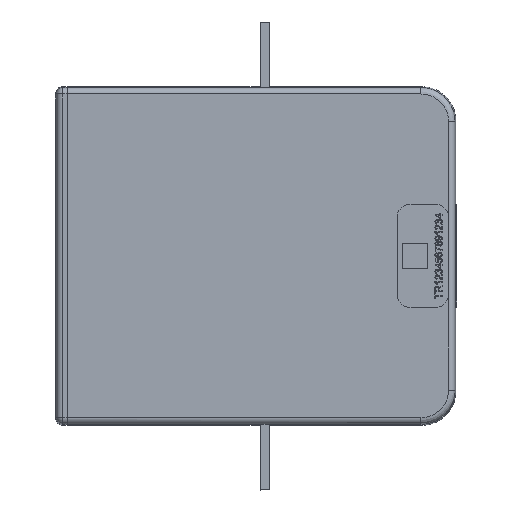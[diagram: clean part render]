
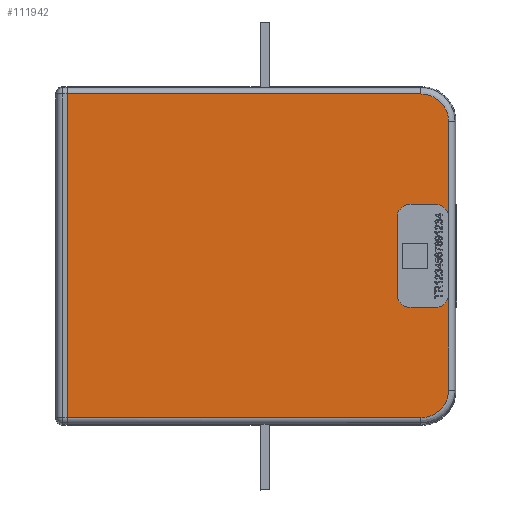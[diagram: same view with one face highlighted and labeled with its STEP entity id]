
A CAD part, top view. The second image highlights one B-rep face of the part: STEP entity #111942.
In plain terms, the highlighted face is planar.
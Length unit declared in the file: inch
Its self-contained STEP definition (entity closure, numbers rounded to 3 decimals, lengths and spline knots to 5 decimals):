
#1635 = VECTOR ( 'NONE', #98373, 39.37008 ) ;
#3396 = LINE ( 'NONE', #86796, #1635 ) ;
#4187 = DIRECTION ( 'NONE',  ( 0., 0., -1. ) ) ;
#4360 = CARTESIAN_POINT ( 'NONE',  ( 0., -1.57396, 1.72723 ) ) ;
#14793 = VERTEX_POINT ( 'NONE', #79003 ) ;
#19453 = DIRECTION ( 'NONE',  ( 0., 0., 1. ) ) ;
#21487 = VERTEX_POINT ( 'NONE', #68034 ) ;
#24476 = ORIENTED_EDGE ( 'NONE', *, *, #79854, .T. ) ;
#31697 = EDGE_LOOP ( 'NONE', ( #133556, #24476, #33989, #81641, #92225, #66614 ) ) ;
#33633 = CARTESIAN_POINT ( 'NONE',  ( 0., 1.57396, 1.91 ) ) ;
#33989 = ORIENTED_EDGE ( 'NONE', *, *, #147612, .T. ) ;
#36515 = CARTESIAN_POINT ( 'NONE',  ( 0., -1.57396, 1.56913 ) ) ;
#36868 = CARTESIAN_POINT ( 'NONE',  ( 0., 1.645, 1.91 ) ) ;
#38464 = CARTESIAN_POINT ( 'NONE',  ( 0., -1.30413, 1.83896 ) ) ;
#39897 = DIRECTION ( 'NONE',  ( 0., -1., 0. ) ) ;
#43256 = CARTESIAN_POINT ( 'NONE',  ( 0., 1.46223, 1.83896 ) ) ;
#44755 = AXIS2_PLACEMENT_3D ( 'NONE', #36868, #60719, #4187 ) ;
#48291 = VECTOR ( 'NONE', #19453, 39.37008 ) ;
#57389 = VERTEX_POINT ( 'NONE', #127762 ) ;
#60063 = VECTOR ( 'NONE', #148655, 39.37008 ) ;
#60719 = DIRECTION ( 'NONE',  ( 1., 0., 0. ) ) ;
#65192 = CARTESIAN_POINT ( 'NONE',  ( 0., 1.30413, 1.83896 ) ) ;
#66022 =( BOUNDED_CURVE ( )  B_SPLINE_CURVE ( 3, ( #38464, #140881, #4360, #36515 ),
 .UNSPECIFIED., .F., .F. ) 
 B_SPLINE_CURVE_WITH_KNOTS ( ( 4, 4 ),
 ( 2.3568, 3.92638 ),
 .UNSPECIFIED. ) 
 CURVE ( )  GEOMETRIC_REPRESENTATION_ITEM ( )  RATIONAL_B_SPLINE_CURVE ( ( 1., 0.805, 0.805, 1. ) ) 
 REPRESENTATION_ITEM ( '' )  );
#66423 = VERTEX_POINT ( 'NONE', #112911 ) ;
#66493 = VERTEX_POINT ( 'NONE', #115392 ) ;
#66614 = ORIENTED_EDGE ( 'NONE', *, *, #142808, .F. ) ;
#68034 = CARTESIAN_POINT ( 'NONE',  ( 0., -1.30413, 1.83896 ) ) ;
#69280 = LINE ( 'NONE', #95584, #116052 ) ;
#69584 = CARTESIAN_POINT ( 'NONE',  ( 0., 1.57396, -1.86636 ) ) ;
#79003 = CARTESIAN_POINT ( 'NONE',  ( 0., 1.57396, 1.56913 ) ) ;
#79854 = EDGE_CURVE ( 'NONE', #139762, #66423, #69280, .T. ) ;
#81641 = ORIENTED_EDGE ( 'NONE', *, *, #127192, .F. ) ;
#84165 = LINE ( 'NONE', #88057, #48291 ) ;
#86796 = CARTESIAN_POINT ( 'NONE',  ( 0., 1.645, 1.83896 ) ) ;
#88057 = CARTESIAN_POINT ( 'NONE',  ( 0., -1.57396, 1.91 ) ) ;
#92225 = ORIENTED_EDGE ( 'NONE', *, *, #139512, .T. ) ;
#95584 = CARTESIAN_POINT ( 'NONE',  ( 0., 1.645, -1.86636 ) ) ;
#98373 = DIRECTION ( 'NONE',  ( 0., 1., 0. ) ) ;
#109739 =( BOUNDED_CURVE ( )  B_SPLINE_CURVE ( 3, ( #134609, #124037, #43256, #65192 ),
 .UNSPECIFIED., .F., .F. ) 
 B_SPLINE_CURVE_WITH_KNOTS ( ( 4, 4 ),
 ( 2.3568, 3.92638 ),
 .UNSPECIFIED. ) 
 CURVE ( )  GEOMETRIC_REPRESENTATION_ITEM ( )  RATIONAL_B_SPLINE_CURVE ( ( 1., 0.805, 0.805, 1. ) ) 
 REPRESENTATION_ITEM ( '' )  );
#111942 = ADVANCED_FACE ( 'NONE', ( #118554 ), #129561, .F. ) ;
#112911 = CARTESIAN_POINT ( 'NONE',  ( 0., -1.57396, -1.86636 ) ) ;
#115392 = CARTESIAN_POINT ( 'NONE',  ( 0., 1.30413, 1.83896 ) ) ;
#116052 = VECTOR ( 'NONE', #39897, 39.37008 ) ;
#118554 = FACE_OUTER_BOUND ( 'NONE', #31697, .T. ) ;
#124037 = CARTESIAN_POINT ( 'NONE',  ( 0., 1.57396, 1.72723 ) ) ;
#127192 = EDGE_CURVE ( 'NONE', #21487, #57389, #66022, .T. ) ;
#127762 = CARTESIAN_POINT ( 'NONE',  ( 0., -1.57396, 1.56913 ) ) ;
#128407 = LINE ( 'NONE', #33633, #60063 ) ;
#129561 = PLANE ( 'NONE',  #44755 ) ;
#133556 = ORIENTED_EDGE ( 'NONE', *, *, #140527, .T. ) ;
#134609 = CARTESIAN_POINT ( 'NONE',  ( 0., 1.57396, 1.56913 ) ) ;
#139512 = EDGE_CURVE ( 'NONE', #21487, #66493, #3396, .T. ) ;
#139762 = VERTEX_POINT ( 'NONE', #69584 ) ;
#140527 = EDGE_CURVE ( 'NONE', #14793, #139762, #128407, .T. ) ;
#140881 = CARTESIAN_POINT ( 'NONE',  ( 0., -1.46223, 1.83896 ) ) ;
#142808 = EDGE_CURVE ( 'NONE', #14793, #66493, #109739, .T. ) ;
#147612 = EDGE_CURVE ( 'NONE', #66423, #57389, #84165, .T. ) ;
#148655 = DIRECTION ( 'NONE',  ( 0., 0., -1. ) ) ;
